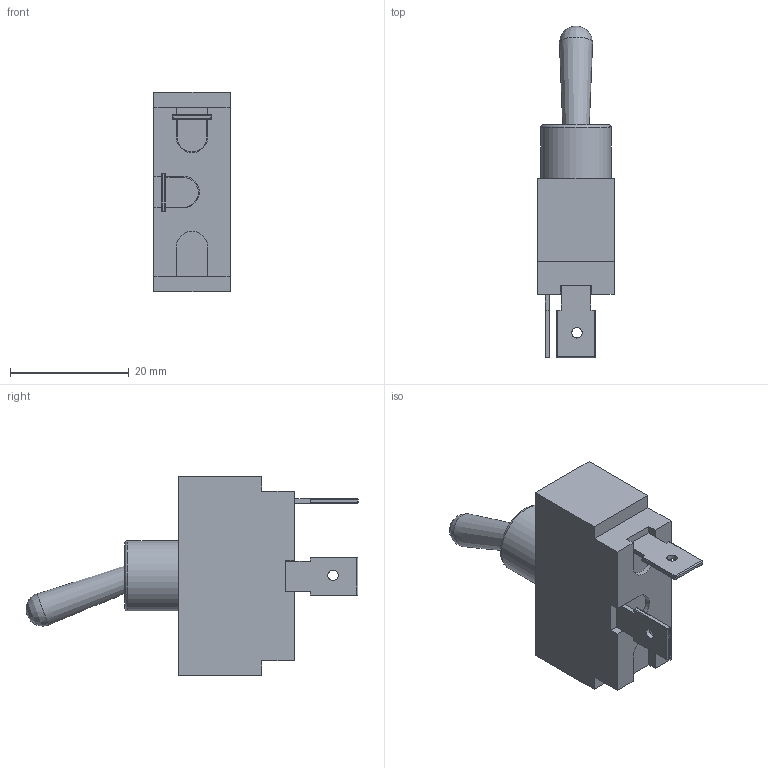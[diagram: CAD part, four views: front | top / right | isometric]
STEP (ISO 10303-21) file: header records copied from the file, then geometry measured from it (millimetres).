
FILE_DESCRIPTION(/* description */ (''),/* implementation_level */ '2;1');
FILE_NAME(/* name */ 'Toggle Switch.step',/* time_stamp */ '2018-07-14T23:48:38-07:00',/* author */ (''),/* organization */ (''),/* preprocessor_version */ 'ST-DEVELOPER v17',/* originating_system */ 'Autodesk Translation Framework v7.1.0.215',/* authorisation */ '');
FILE_SCHEMA (('AUTOMOTIVE_DESIGN { 1 0 10303 214 3 1 1 }'));
Length unit declared in the file: millimetre
Products named in the file (5): Toggle Switch; Switch Body; Toggle Switch_1; Terminal End; Terminal End (1)
Assembly tree (4 placements, depth 2):
  Toggle Switch
    Switch Body
    Toggle Switch_1
    Terminal End
    Terminal End (1)
Bounding box: 12.8 x 55.83 x 33.5 mm (x, y, z)
Volume: 9329.4 mm3; surface area: 3863.1 mm2
Topology: 4 solids, 4 shells, 84 faces, 209 edges, 135 vertices
Faces by surface type: plane 47, cylinder 25, bspline 9, sphere 1, torus 1, cone 1
Full cylindrical faces by diameter (mm): 1.75 x2, 6.5 x1
Entity records: 2790 total; most frequent: CARTESIAN_POINT 563, DIRECTION 442, ORIENTED_EDGE 418, EDGE_CURVE 209, AXIS2_PLACEMENT_3D 151, LINE 140, VECTOR 140, VERTEX_POINT 135
